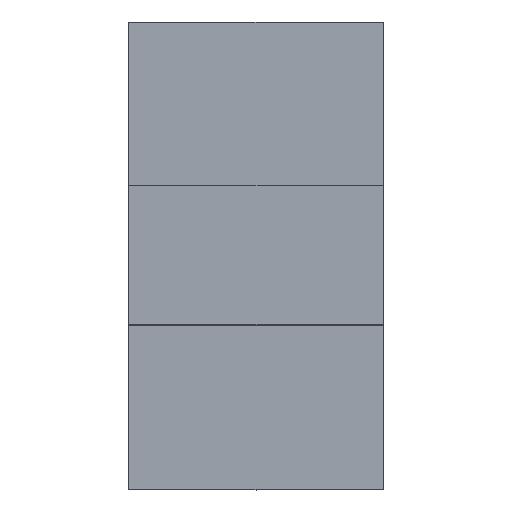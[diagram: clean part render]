
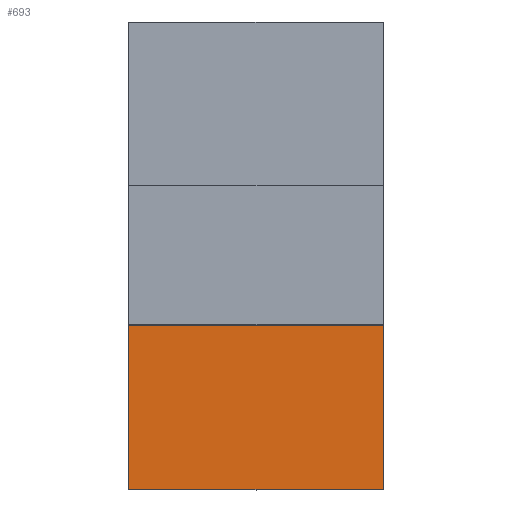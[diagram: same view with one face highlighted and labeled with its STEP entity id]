
A CAD part, top view. The second image highlights one B-rep face of the part: STEP entity #693.
In plain terms, the highlighted planar face has unit normal (0, 0, 1).
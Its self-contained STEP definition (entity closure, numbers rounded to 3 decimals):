
#59 = ORIENTED_EDGE ( 'NONE', *, *, #1023, .T. ) ;
#95 = LINE ( 'NONE', #1838, #859 ) ;
#219 = CARTESIAN_POINT ( 'NONE',  ( -15.5, 10.3, 9. ) ) ;
#305 = ORIENTED_EDGE ( 'NONE', *, *, #1648, .T. ) ;
#340 = AXIS2_PLACEMENT_3D ( 'NONE', #1649, #517, #666 ) ;
#344 = EDGE_CURVE ( 'NONE', #853, #1288, #95, .T. ) ;
#472 = EDGE_CURVE ( 'NONE', #1476, #1288, #1241, .T. ) ;
#475 = EDGE_LOOP ( 'NONE', ( #526, #59, #305, #1275 ) ) ;
#517 = DIRECTION ( 'NONE',  ( 0., 0., 1. ) ) ;
#520 = CARTESIAN_POINT ( 'NONE',  ( 15.5, -28.5, 9. ) ) ;
#526 = ORIENTED_EDGE ( 'NONE', *, *, #344, .F. ) ;
#584 = DIRECTION ( 'NONE',  ( 0., 1., 0. ) ) ;
#648 = LINE ( 'NONE', #219, #1054 ) ;
#666 = DIRECTION ( 'NONE',  ( 1., 0., 0. ) ) ;
#693 = ADVANCED_FACE ( 'NONE', ( #769 ), #806, .T. ) ;
#769 = FACE_OUTER_BOUND ( 'NONE', #475, .T. ) ;
#806 = PLANE ( 'NONE',  #340 ) ;
#823 = CARTESIAN_POINT ( 'NONE',  ( 15.5, -28.5, 9. ) ) ;
#853 = VERTEX_POINT ( 'NONE', #1842 ) ;
#854 = CARTESIAN_POINT ( 'NONE',  ( 15.5, -8.5, 9. ) ) ;
#859 = VECTOR ( 'NONE', #1418, 1000. ) ;
#1023 = EDGE_CURVE ( 'NONE', #853, #1688, #648, .T. ) ;
#1054 = VECTOR ( 'NONE', #1656, 1000. ) ;
#1241 = LINE ( 'NONE', #1276, #1613 ) ;
#1275 = ORIENTED_EDGE ( 'NONE', *, *, #472, .T. ) ;
#1276 = CARTESIAN_POINT ( 'NONE',  ( 15.5, -28.5, 9. ) ) ;
#1288 = VERTEX_POINT ( 'NONE', #854 ) ;
#1399 = LINE ( 'NONE', #520, #1738 ) ;
#1418 = DIRECTION ( 'NONE',  ( 1., 0., 0. ) ) ;
#1476 = VERTEX_POINT ( 'NONE', #823 ) ;
#1613 = VECTOR ( 'NONE', #584, 1000. ) ;
#1648 = EDGE_CURVE ( 'NONE', #1688, #1476, #1399, .T. ) ;
#1649 = CARTESIAN_POINT ( 'NONE',  ( 0., 0., 9. ) ) ;
#1656 = DIRECTION ( 'NONE',  ( 0., -1., 0. ) ) ;
#1677 = CARTESIAN_POINT ( 'NONE',  ( -15.5, -28.5, 9. ) ) ;
#1688 = VERTEX_POINT ( 'NONE', #1677 ) ;
#1738 = VECTOR ( 'NONE', #1809, 1000. ) ;
#1809 = DIRECTION ( 'NONE',  ( 1., 0., 0. ) ) ;
#1838 = CARTESIAN_POINT ( 'NONE',  ( 15.5, -8.5, 9. ) ) ;
#1842 = CARTESIAN_POINT ( 'NONE',  ( -15.5, -8.5, 9. ) ) ;
